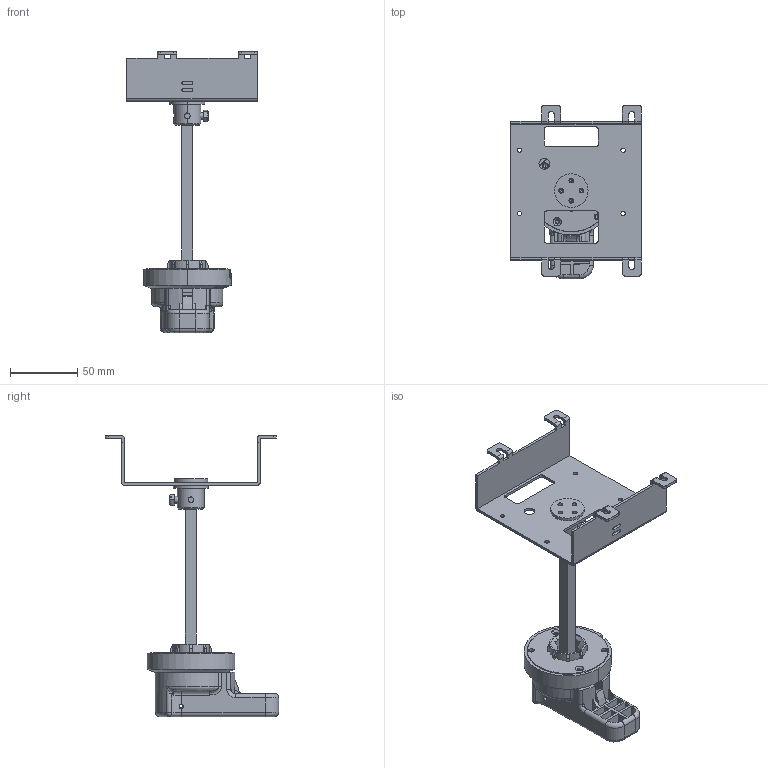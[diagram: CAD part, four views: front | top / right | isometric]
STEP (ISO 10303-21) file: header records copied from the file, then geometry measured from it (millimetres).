
FILE_DESCRIPTION((''),'2;1');
FILE_NAME('NM8-125_4P_ASM','2021-06-28T14:15:01',('zhxmin'),(''),'CREO PARAMETRIC BY PTC INC, 2018020','CREO PARAMETRIC BY PTC INC, 2018020','');
FILE_SCHEMA(('CONFIG_CONTROL_DESIGN','SHAPE_APPEARANCE_LAYERS_GROUPS'));
Length unit declared in the file: metre
Products named in the file (12): ____-351; ____-958; WL8_156_040_1; WL8_200_021_1; WL8_024_1036_4P; ____1_1; 2WF8_253_304_1; 3WF8_140_304_1; 3WF5_060_500G_1; 3WF8_024_309_1; NM8-125_4P_1_ASM; NM8-125_4P_ASM
Assembly tree (11 placements, depth 3):
  NM8-125_4P_ASM
    NM8-125_4P_1_ASM
      ____-351
      ____-958
      WL8_156_040_1
      WL8_200_021_1
      WL8_024_1036_4P
      ____1_1
      2WF8_253_304_1
      3WF8_140_304_1
      3WF5_060_500G_1
      3WF8_024_309_1
Bounding box: 97 x 128.73 x 208.8 mm (x, y, z)
Volume: 116066.2 mm3; surface area: 97961.5 mm2
Topology: 10 solids, 10 shells, 1001 faces, 2851 edges, 1880 vertices
Faces by surface type: plane 575, cylinder 282, bspline 67, cone 57, torus 15, sphere 4, extrusion 1
Entity records: 48360 total; most frequent: CARTESIAN_POINT 15494, ORIENTED_EDGE 5670, DIRECTION 4953, EDGE_CURVE 2835, VERTEX_POINT 1880, VECTOR 1681, LINE 1680, AXIS2_PLACEMENT_3D 1636
